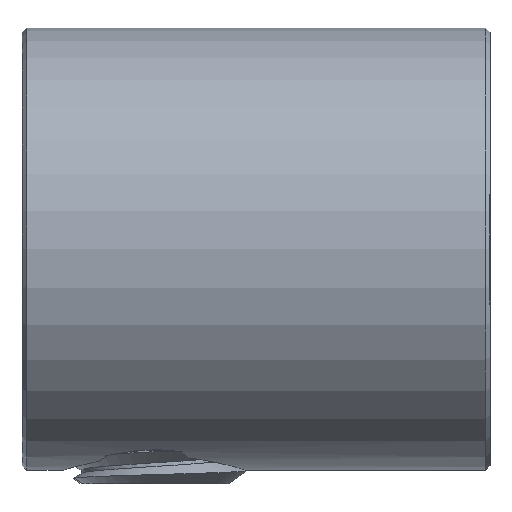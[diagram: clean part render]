
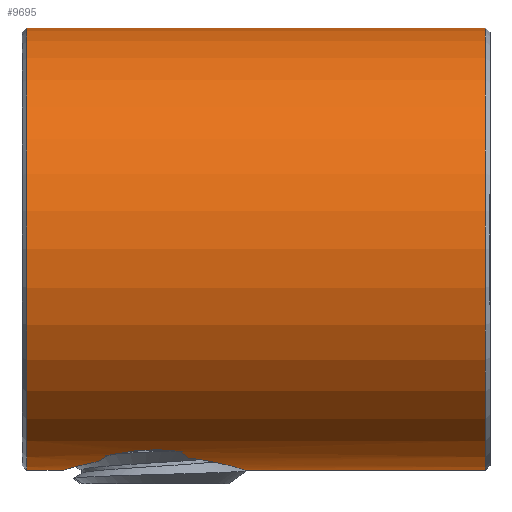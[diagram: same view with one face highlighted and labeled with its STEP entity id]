
A CAD part, left-side view. The second image highlights one B-rep face of the part: STEP entity #9695.
In plain terms, the highlighted cylindrical face has radius 6 mm (diameter 12 mm), a partial arc.
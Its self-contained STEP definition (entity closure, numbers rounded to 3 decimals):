
#57 = ORIENTED_EDGE ( 'NONE', *, *, #8188, .F. ) ;
#267 = B_SPLINE_CURVE_WITH_KNOTS ( 'NONE', 3,
 ( #9077, #4416, #536, #6001, #1344, #6769, #8326, #8364, #5155, #9110 ),
 .UNSPECIFIED., .F., .F.,
 ( 4, 2, 2, 2, 4 ),
 ( 0.004, 0.004, 0.005, 0.005, 0.006 ),
 .UNSPECIFIED. ) ;
#288 = CARTESIAN_POINT ( 'NONE',  ( -0.902, 2.325, -5.934 ) ) ;
#314 = CARTESIAN_POINT ( 'NONE',  ( -1.209, 2.535, -5.879 ) ) ;
#342 = CARTESIAN_POINT ( 'NONE',  ( -2.458, 5.087, -5.474 ) ) ;
#351 = CARTESIAN_POINT ( 'NONE',  ( -1.348, 2.66, -5.848 ) ) ;
#400 = DIRECTION ( 'NONE',  ( 0., -1., 0. ) ) ;
#503 = VERTEX_POINT ( 'NONE', #5607 ) ;
#536 = CARTESIAN_POINT ( 'NONE',  ( -1.478, 6.401, -5.816 ) ) ;
#702 = LINE ( 'NONE', #7324, #6321 ) ;
#731 = VERTEX_POINT ( 'NONE', #2735 ) ;
#751 = VECTOR ( 'NONE', #878, 1000. ) ;
#878 = DIRECTION ( 'NONE',  ( 0., -1., 0. ) ) ;
#939 = CARTESIAN_POINT ( 'NONE',  ( -2.154, 5.869, -5.6 ) ) ;
#1002 = VECTOR ( 'NONE', #9523, 1000. ) ;
#1095 = CARTESIAN_POINT ( 'NONE',  ( -2.239, 5.725, -5.567 ) ) ;
#1220 = CARTESIAN_POINT ( 'NONE',  ( -2.154, 5.869, -5.6 ) ) ;
#1296 = CARTESIAN_POINT ( 'NONE',  ( -1.948, 3.615, -5.675 ) ) ;
#1344 = CARTESIAN_POINT ( 'NONE',  ( -1.111, 6.74, -5.898 ) ) ;
#1388 = VERTEX_POINT ( 'NONE', #3589 ) ;
#1488 = CARTESIAN_POINT ( 'NONE',  ( 0., 2.093, -6. ) ) ;
#1648 = ORIENTED_EDGE ( 'NONE', *, *, #9270, .T. ) ;
#1709 = DIRECTION ( 'NONE',  ( 0., -1., 0. ) ) ;
#1901 = CARTESIAN_POINT ( 'NONE',  ( -2.418, 5.255, -5.491 ) ) ;
#1929 = VERTEX_POINT ( 'NONE', #8029 ) ;
#1962 = CARTESIAN_POINT ( 'NONE',  ( 0., 8.075, 0. ) ) ;
#2095 = EDGE_CURVE ( 'NONE', #4782, #7186, #3482, .T. ) ;
#2168 = CARTESIAN_POINT ( 'NONE',  ( -1.973, 3.69, -5.666 ) ) ;
#2527 = CARTESIAN_POINT ( 'NONE',  ( 0., 8.075, -6. ) ) ;
#2672 = CARTESIAN_POINT ( 'NONE',  ( -1.698, 3.094, -5.755 ) ) ;
#2735 = CARTESIAN_POINT ( 'NONE',  ( -1.973, 3.69, -5.666 ) ) ;
#2852 = CARTESIAN_POINT ( 'NONE',  ( -2.154, 5.869, -5.6 ) ) ;
#2901 = B_SPLINE_CURVE_WITH_KNOTS ( 'NONE', 3,
 ( #2852, #9085, #10010, #8468 ),
 .UNSPECIFIED., .F., .F.,
 ( 4, 4 ),
 ( 0., 0.001 ),
 .UNSPECIFIED. ) ;
#2902 = ORIENTED_EDGE ( 'NONE', *, *, #4426, .T. ) ;
#2950 = CARTESIAN_POINT ( 'NONE',  ( -1.973, 3.69, -5.666 ) ) ;
#3248 = CIRCLE ( 'NONE', #8332, 6. ) ;
#3368 = B_SPLINE_CURVE_WITH_KNOTS ( 'NONE', 3,
 ( #2950, #3750, #4555, #8534 ),
 .UNSPECIFIED., .F., .F.,
 ( 4, 4 ),
 ( 0., 0.001 ),
 .UNSPECIFIED. ) ;
#3461 = VERTEX_POINT ( 'NONE', #939 ) ;
#3482 = B_SPLINE_CURVE_WITH_KNOTS ( 'NONE', 3,
 ( #9650, #8054, #9690, #8842, #288, #314, #351, #8876, #2672, #5799 ),
 .UNSPECIFIED., .F., .F.,
 ( 4, 2, 2, 2, 4 ),
 ( 0.013, 0.013, 0.014, 0.014, 0.015 ),
 .UNSPECIFIED. ) ;
#3589 = CARTESIAN_POINT ( 'NONE',  ( -1.676, 6.128, -5.761 ) ) ;
#3690 = VERTEX_POINT ( 'NONE', #6830 ) ;
#3750 = CARTESIAN_POINT ( 'NONE',  ( -2.119, 3.764, -5.616 ) ) ;
#3939 = FACE_OUTER_BOUND ( 'NONE', #8963, .T. ) ;
#4002 = ORIENTED_EDGE ( 'NONE', *, *, #6263, .F. ) ;
#4017 = ORIENTED_EDGE ( 'NONE', *, *, #6085, .F. ) ;
#4074 = ORIENTED_EDGE ( 'NONE', *, *, #4966, .T. ) ;
#4416 = CARTESIAN_POINT ( 'NONE',  ( -1.584, 6.269, -5.788 ) ) ;
#4426 = EDGE_CURVE ( 'NONE', #6607, #6549, #702, .T. ) ;
#4555 = CARTESIAN_POINT ( 'NONE',  ( -2.26, 3.841, -5.56 ) ) ;
#4577 = CARTESIAN_POINT ( 'NONE',  ( 0., -4.375, 0. ) ) ;
#4614 = DIRECTION ( 'NONE',  ( 0., 0., -1. ) ) ;
#4765 = LINE ( 'NONE', #4900, #751 ) ;
#4782 = VERTEX_POINT ( 'NONE', #1488 ) ;
#4900 = CARTESIAN_POINT ( 'NONE',  ( 0., 8.2, 6. ) ) ;
#4966 = EDGE_CURVE ( 'NONE', #9517, #503, #3248, .T. ) ;
#4999 = CARTESIAN_POINT ( 'NONE',  ( -2.523, 4.584, -5.444 ) ) ;
#5074 = CARTESIAN_POINT ( 'NONE',  ( -2.309, 5.574, -5.538 ) ) ;
#5155 = CARTESIAN_POINT ( 'NONE',  ( -0.17, 7.107, -6. ) ) ;
#5247 = CARTESIAN_POINT ( 'NONE',  ( -1.823, 3.325, -5.716 ) ) ;
#5321 = CARTESIAN_POINT ( 'NONE',  ( 0., -4.375, -6. ) ) ;
#5607 = CARTESIAN_POINT ( 'NONE',  ( 0., -4.375, 6. ) ) ;
#5799 = CARTESIAN_POINT ( 'NONE',  ( -1.786, 3.257, -5.728 ) ) ;
#6001 = CARTESIAN_POINT ( 'NONE',  ( -1.242, 6.635, -5.871 ) ) ;
#6085 = EDGE_CURVE ( 'NONE', #3461, #1388, #2901, .T. ) ;
#6263 = EDGE_CURVE ( 'NONE', #731, #3690, #3368, .T. ) ;
#6294 = AXIS2_PLACEMENT_3D ( 'NONE', #7845, #1709, #7133 ) ;
#6321 = VECTOR ( 'NONE', #9766, 1000. ) ;
#6549 = VERTEX_POINT ( 'NONE', #9548 ) ;
#6579 = ORIENTED_EDGE ( 'NONE', *, *, #9408, .F. ) ;
#6607 = VERTEX_POINT ( 'NONE', #2527 ) ;
#6633 = EDGE_CURVE ( 'NONE', #4782, #9517, #10156, .T. ) ;
#6654 = EDGE_CURVE ( 'NONE', #1929, #503, #4765, .T. ) ;
#6769 = CARTESIAN_POINT ( 'NONE',  ( -0.821, 6.917, -5.945 ) ) ;
#6830 = CARTESIAN_POINT ( 'NONE',  ( -2.403, 3.91, -5.498 ) ) ;
#7133 = DIRECTION ( 'NONE',  ( 0., 0., -1. ) ) ;
#7186 = VERTEX_POINT ( 'NONE', #7838 ) ;
#7305 = CARTESIAN_POINT ( 'NONE',  ( -2.403, 3.91, -5.498 ) ) ;
#7324 = CARTESIAN_POINT ( 'NONE',  ( 0., 8.2, -6. ) ) ;
#7338 = CARTESIAN_POINT ( 'NONE',  ( -2.496, 4.235, -5.457 ) ) ;
#7394 = DIRECTION ( 'NONE',  ( 0., 0., 1. ) ) ;
#7838 = CARTESIAN_POINT ( 'NONE',  ( -1.786, 3.257, -5.728 ) ) ;
#7845 = CARTESIAN_POINT ( 'NONE',  ( 0., 8.2, 0. ) ) ;
#7999 = EDGE_CURVE ( 'NONE', #3461, #3690, #8836, .T. ) ;
#8029 = CARTESIAN_POINT ( 'NONE',  ( 0., 8.075, 6. ) ) ;
#8054 = CARTESIAN_POINT ( 'NONE',  ( -0.187, 2.093, -6. ) ) ;
#8188 = EDGE_CURVE ( 'NONE', #1388, #6549, #267, .T. ) ;
#8275 = ORIENTED_EDGE ( 'NONE', *, *, #2095, .F. ) ;
#8326 = CARTESIAN_POINT ( 'NONE',  ( -0.667, 6.986, -5.965 ) ) ;
#8332 = AXIS2_PLACEMENT_3D ( 'NONE', #4577, #9239, #4614 ) ;
#8352 = CARTESIAN_POINT ( 'NONE',  ( -1.92, 3.54, -5.685 ) ) ;
#8364 = CARTESIAN_POINT ( 'NONE',  ( -0.34, 7.082, -5.993 ) ) ;
#8399 = B_SPLINE_CURVE_WITH_KNOTS ( 'NONE', 3,
 ( #9918, #5247, #9844, #8352, #1296, #2168 ),
 .UNSPECIFIED., .F., .F.,
 ( 4, 2, 4 ),
 ( 0., 0.001, 0.001 ),
 .UNSPECIFIED. ) ;
#8468 = CARTESIAN_POINT ( 'NONE',  ( -1.676, 6.128, -5.761 ) ) ;
#8534 = CARTESIAN_POINT ( 'NONE',  ( -2.403, 3.91, -5.498 ) ) ;
#8636 = ORIENTED_EDGE ( 'NONE', *, *, #6654, .F. ) ;
#8836 = B_SPLINE_CURVE_WITH_KNOTS ( 'NONE', 3,
 ( #1220, #1095, #5074, #1901, #342, #4999, #7338, #7305 ),
 .UNSPECIFIED., .F., .F.,
 ( 4, 2, 2, 4 ),
 ( 0.003, 0.003, 0.004, 0.005 ),
 .UNSPECIFIED. ) ;
#8842 = CARTESIAN_POINT ( 'NONE',  ( -0.732, 2.239, -5.958 ) ) ;
#8876 = CARTESIAN_POINT ( 'NONE',  ( -1.594, 2.942, -5.786 ) ) ;
#8922 = CYLINDRICAL_SURFACE ( 'NONE', #6294, 6. ) ;
#8953 = ORIENTED_EDGE ( 'NONE', *, *, #7999, .T. ) ;
#8963 = EDGE_LOOP ( 'NONE', ( #8636, #1648, #2902, #57, #4017, #8953, #4002, #6579, #8275, #9402, #4074 ) ) ;
#9036 = CIRCLE ( 'NONE', #9483, 6. ) ;
#9077 = CARTESIAN_POINT ( 'NONE',  ( -1.676, 6.128, -5.761 ) ) ;
#9085 = CARTESIAN_POINT ( 'NONE',  ( -1.997, 5.957, -5.66 ) ) ;
#9110 = CARTESIAN_POINT ( 'NONE',  ( 0., 7.107, -6. ) ) ;
#9239 = DIRECTION ( 'NONE',  ( 0., 1., 0. ) ) ;
#9270 = EDGE_CURVE ( 'NONE', #1929, #6607, #9036, .T. ) ;
#9402 = ORIENTED_EDGE ( 'NONE', *, *, #6633, .T. ) ;
#9408 = EDGE_CURVE ( 'NONE', #7186, #731, #8399, .T. ) ;
#9483 = AXIS2_PLACEMENT_3D ( 'NONE', #1962, #400, #7394 ) ;
#9517 = VERTEX_POINT ( 'NONE', #5321 ) ;
#9523 = DIRECTION ( 'NONE',  ( 0., -1., 0. ) ) ;
#9548 = CARTESIAN_POINT ( 'NONE',  ( 0., 7.107, -6. ) ) ;
#9568 = CARTESIAN_POINT ( 'NONE',  ( 0., 8.2, -6. ) ) ;
#9650 = CARTESIAN_POINT ( 'NONE',  ( 0., 2.093, -6. ) ) ;
#9690 = CARTESIAN_POINT ( 'NONE',  ( -0.377, 2.124, -5.991 ) ) ;
#9695 = ADVANCED_FACE ( 'NONE', ( #3939 ), #8922, .T. ) ;
#9766 = DIRECTION ( 'NONE',  ( 0., -1., 0. ) ) ;
#9844 = CARTESIAN_POINT ( 'NONE',  ( -1.858, 3.396, -5.705 ) ) ;
#9918 = CARTESIAN_POINT ( 'NONE',  ( -1.786, 3.257, -5.728 ) ) ;
#10010 = CARTESIAN_POINT ( 'NONE',  ( -1.839, 6.046, -5.714 ) ) ;
#10156 = LINE ( 'NONE', #9568, #1002 ) ;
